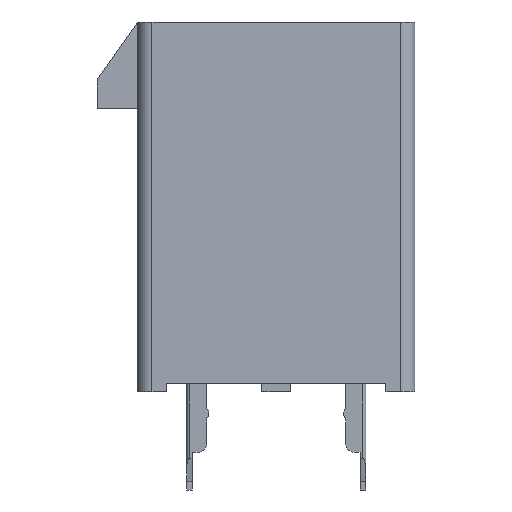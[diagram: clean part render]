
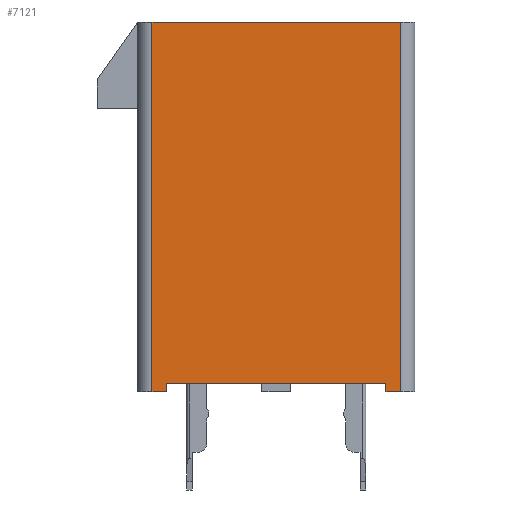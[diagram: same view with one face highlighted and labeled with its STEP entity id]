
A CAD part, left-side view. The second image highlights one B-rep face of the part: STEP entity #7121.
In plain terms, the highlighted planar face has unit normal (-1, 0, 0).
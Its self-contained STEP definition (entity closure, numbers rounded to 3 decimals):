
#402=PLANE('',#7559);
#694=FACE_OUTER_BOUND('',#1075,.T.);
#1075=EDGE_LOOP('',(#5558,#5559,#5560,#5561,#5562,#5563,#5564,#5565));
#1371=LINE('',#10036,#2207);
#1637=LINE('',#10618,#2473);
#1644=LINE('',#10633,#2480);
#1674=LINE('',#10703,#2510);
#1685=LINE('',#10723,#2521);
#1686=LINE('',#10724,#2522);
#1687=LINE('',#10726,#2523);
#1688=LINE('',#10727,#2524);
#2207=VECTOR('',#8044,1000.);
#2473=VECTOR('',#8540,1000.);
#2480=VECTOR('',#8549,1000.);
#2510=VECTOR('',#8621,1000.);
#2521=VECTOR('',#8650,1000.);
#2522=VECTOR('',#8651,1000.);
#2523=VECTOR('',#8652,1000.);
#2524=VECTOR('',#8653,1000.);
#3201=VERTEX_POINT('',#10020);
#3208=VERTEX_POINT('',#10034);
#3403=VERTEX_POINT('',#10605);
#3409=VERTEX_POINT('',#10616);
#3410=VERTEX_POINT('',#10620);
#3416=VERTEX_POINT('',#10631);
#3435=VERTEX_POINT('',#10700);
#3436=VERTEX_POINT('',#10725);
#3880=EDGE_CURVE('',#3208,#3201,#1371,.T.);
#4171=EDGE_CURVE('',#3403,#3409,#1637,.T.);
#4178=EDGE_CURVE('',#3410,#3416,#1644,.T.);
#4215=EDGE_CURVE('',#3403,#3435,#1674,.T.);
#4226=EDGE_CURVE('',#3435,#3208,#1685,.T.);
#4227=EDGE_CURVE('',#3409,#3410,#1686,.T.);
#4228=EDGE_CURVE('',#3416,#3436,#1687,.T.);
#4229=EDGE_CURVE('',#3436,#3201,#1688,.T.);
#5558=ORIENTED_EDGE('',*,*,#3880,.F.);
#5559=ORIENTED_EDGE('',*,*,#4226,.F.);
#5560=ORIENTED_EDGE('',*,*,#4215,.F.);
#5561=ORIENTED_EDGE('',*,*,#4171,.T.);
#5562=ORIENTED_EDGE('',*,*,#4227,.T.);
#5563=ORIENTED_EDGE('',*,*,#4178,.T.);
#5564=ORIENTED_EDGE('',*,*,#4228,.T.);
#5565=ORIENTED_EDGE('',*,*,#4229,.T.);
#7121=ADVANCED_FACE('',(#694),#402,.F.);
#7559=AXIS2_PLACEMENT_3D('',#10722,#8648,#8649);
#8044=DIRECTION('',(0.,1.,0.));
#8540=DIRECTION('',(0.,0.,-1.));
#8549=DIRECTION('',(0.,0.,1.));
#8621=DIRECTION('',(0.,-1.,0.));
#8648=DIRECTION('center_axis',(1.,0.,0.));
#8649=DIRECTION('ref_axis',(0.,0.,-1.));
#8650=DIRECTION('',(0.,0.,-1.));
#8651=DIRECTION('',(0.,1.,0.));
#8652=DIRECTION('',(0.,1.,0.));
#8653=DIRECTION('',(0.,0.,-1.));
#10020=CARTESIAN_POINT('',(-25.8,4.3,-6.4));
#10034=CARTESIAN_POINT('',(-25.8,-4.3,-6.4));
#10036=CARTESIAN_POINT('',(-25.8,-4.8,-6.4));
#10605=CARTESIAN_POINT('',(-25.8,-3.8,6.4));
#10616=CARTESIAN_POINT('',(-25.8,-3.8,6.1));
#10618=CARTESIAN_POINT('',(-25.8,-3.8,4.9));
#10620=CARTESIAN_POINT('',(-25.8,3.8,6.1));
#10631=CARTESIAN_POINT('',(-25.8,3.8,6.4));
#10633=CARTESIAN_POINT('',(-25.8,3.8,4.9));
#10700=CARTESIAN_POINT('',(-25.8,-4.3,6.4));
#10703=CARTESIAN_POINT('',(-25.8,0.,6.4));
#10722=CARTESIAN_POINT('Origin',(-25.8,-4.3,6.4));
#10723=CARTESIAN_POINT('',(-25.8,-4.3,0.));
#10724=CARTESIAN_POINT('',(-25.8,0.,6.1));
#10725=CARTESIAN_POINT('',(-25.8,4.3,6.4));
#10726=CARTESIAN_POINT('',(-25.8,4.3,6.4));
#10727=CARTESIAN_POINT('',(-25.8,4.3,0.));
